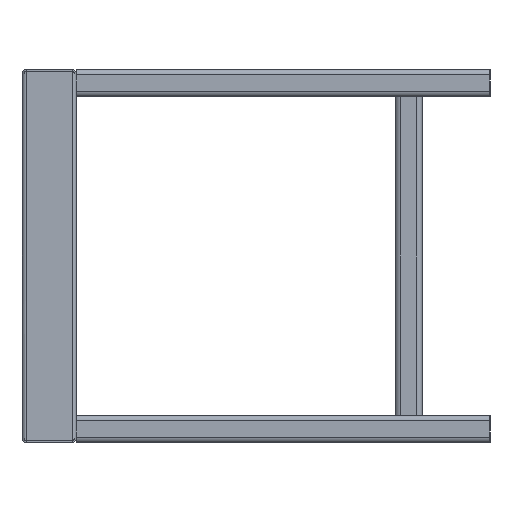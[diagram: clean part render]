
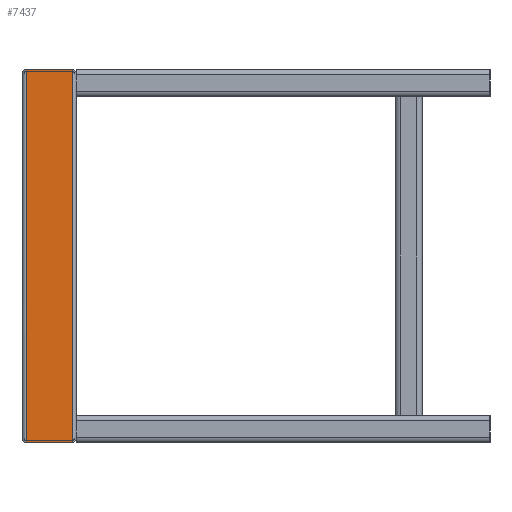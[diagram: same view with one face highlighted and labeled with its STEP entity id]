
A CAD part, left-side view. The second image highlights one B-rep face of the part: STEP entity #7437.
In plain terms, the highlighted planar face has unit normal (-1, 0, 0).
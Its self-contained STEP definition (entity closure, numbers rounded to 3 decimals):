
#126 = AXIS2_PLACEMENT_3D ( 'NONE', #7278, #9210, #4395 ) ;
#176 = EDGE_CURVE ( 'NONE', #10914, #4842, #11083, .T. ) ;
#293 = DIRECTION ( 'NONE',  ( 0., 0., -1. ) ) ;
#572 = VECTOR ( 'NONE', #293, 1000. ) ;
#828 = DIRECTION ( 'NONE',  ( 0., -1., 0. ) ) ;
#1747 = EDGE_LOOP ( 'NONE', ( #11201, #1755, #4458, #2424 ) ) ;
#1755 = ORIENTED_EDGE ( 'NONE', *, *, #176, .F. ) ;
#2144 = VECTOR ( 'NONE', #828, 1000. ) ;
#2306 = DIRECTION ( 'NONE',  ( 0., 0., -1. ) ) ;
#2424 = ORIENTED_EDGE ( 'NONE', *, *, #3507, .T. ) ;
#2842 = CARTESIAN_POINT ( 'NONE',  ( -602.5, -34., -275. ) ) ;
#3465 = VECTOR ( 'NONE', #2306, 1000. ) ;
#3507 = EDGE_CURVE ( 'NONE', #4017, #8018, #5692, .T. ) ;
#3923 = FACE_OUTER_BOUND ( 'NONE', #1747, .T. ) ;
#3969 = CARTESIAN_POINT ( 'NONE',  ( -602.5, 34., 275. ) ) ;
#4017 = VERTEX_POINT ( 'NONE', #3969 ) ;
#4395 = DIRECTION ( 'NONE',  ( 0., 1., 0. ) ) ;
#4407 = LINE ( 'NONE', #12488, #2144 ) ;
#4458 = ORIENTED_EDGE ( 'NONE', *, *, #12314, .F. ) ;
#4777 = CARTESIAN_POINT ( 'NONE',  ( -602.5, -34., 275. ) ) ;
#4795 = LINE ( 'NONE', #7737, #5542 ) ;
#4842 = VERTEX_POINT ( 'NONE', #2842 ) ;
#5112 = CARTESIAN_POINT ( 'NONE',  ( -602.5, -34., 255. ) ) ;
#5542 = VECTOR ( 'NONE', #6626, 1000. ) ;
#5692 = LINE ( 'NONE', #6054, #572 ) ;
#6054 = CARTESIAN_POINT ( 'NONE',  ( -602.5, 34., 255. ) ) ;
#6299 = PLANE ( 'NONE',  #126 ) ;
#6626 = DIRECTION ( 'NONE',  ( 0., 1., 0. ) ) ;
#7278 = CARTESIAN_POINT ( 'NONE',  ( -602.5, -34., 255. ) ) ;
#7437 = ADVANCED_FACE ( 'NONE', ( #3923 ), #6299, .F. ) ;
#7737 = CARTESIAN_POINT ( 'NONE',  ( -602.5, -34., -275. ) ) ;
#8018 = VERTEX_POINT ( 'NONE', #9272 ) ;
#9210 = DIRECTION ( 'NONE',  ( 1., 0., 0. ) ) ;
#9272 = CARTESIAN_POINT ( 'NONE',  ( -602.5, 34., -275. ) ) ;
#9323 = EDGE_CURVE ( 'NONE', #4842, #8018, #4795, .T. ) ;
#10914 = VERTEX_POINT ( 'NONE', #4777 ) ;
#11083 = LINE ( 'NONE', #5112, #3465 ) ;
#11201 = ORIENTED_EDGE ( 'NONE', *, *, #9323, .F. ) ;
#12314 = EDGE_CURVE ( 'NONE', #4017, #10914, #4407, .T. ) ;
#12488 = CARTESIAN_POINT ( 'NONE',  ( -602.5, -34., 275. ) ) ;
